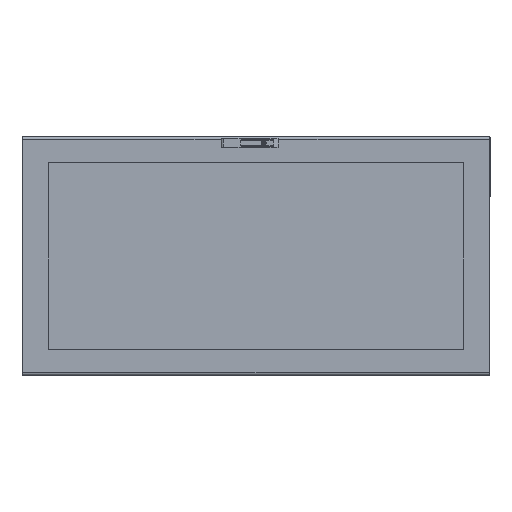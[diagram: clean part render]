
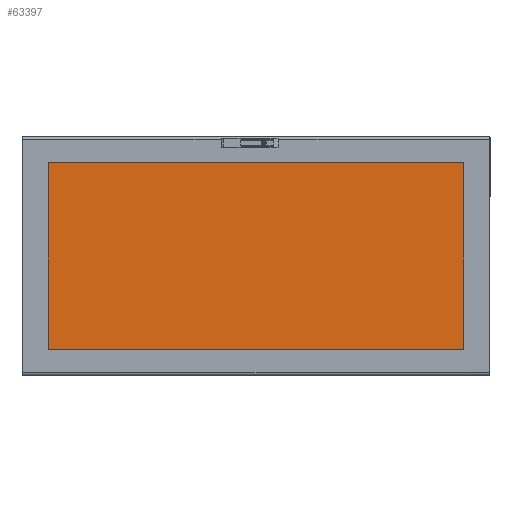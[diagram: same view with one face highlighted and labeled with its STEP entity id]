
A CAD part, top view. The second image highlights one B-rep face of the part: STEP entity #63397.
In plain terms, the highlighted planar face has unit normal (0, 0, 1).
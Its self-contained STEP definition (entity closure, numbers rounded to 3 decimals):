
#4165 = CARTESIAN_POINT ( 'NONE',  ( -710., 330., 4. ) ) ;
#5167 = CARTESIAN_POINT ( 'NONE',  ( -710., -330., 4. ) ) ;
#5485 = CARTESIAN_POINT ( 'NONE',  ( 710., -330., 4. ) ) ;
#5570 = CARTESIAN_POINT ( 'NONE',  ( 710., 330., 4. ) ) ;
#8901 = EDGE_CURVE ( 'NONE', #28874, #28037, #46614, .T. ) ;
#10742 = EDGE_LOOP ( 'NONE', ( #34151, #34336, #34154, #34286 ) ) ;
#25451 = DIRECTION ( 'NONE',  ( 0., -1., 0. ) ) ;
#25453 = CARTESIAN_POINT ( 'NONE',  ( -710., 330., 4. ) ) ;
#27698 = VERTEX_POINT ( 'NONE', #5570 ) ;
#27756 = VERTEX_POINT ( 'NONE', #5485 ) ;
#28037 = VERTEX_POINT ( 'NONE', #5167 ) ;
#28874 = VERTEX_POINT ( 'NONE', #4165 ) ;
#32843 = CARTESIAN_POINT ( 'NONE',  ( 710., 330., 4. ) ) ;
#32922 = CARTESIAN_POINT ( 'NONE',  ( -710., -330., 4. ) ) ;
#32934 = AXIS2_PLACEMENT_3D ( 'NONE', #39446, #40113, #39291 ) ;
#33361 = DIRECTION ( 'NONE',  ( 0., 1., 0. ) ) ;
#33842 = CARTESIAN_POINT ( 'NONE',  ( -710., 330., 4. ) ) ;
#33852 = DIRECTION ( 'NONE',  ( -1., 0., 0. ) ) ;
#33898 = DIRECTION ( 'NONE',  ( 1., 0., 0. ) ) ;
#34151 = ORIENTED_EDGE ( 'NONE', *, *, #8901, .T. ) ;
#34154 = ORIENTED_EDGE ( 'NONE', *, *, #71975, .T. ) ;
#34286 = ORIENTED_EDGE ( 'NONE', *, *, #71739, .T. ) ;
#34336 = ORIENTED_EDGE ( 'NONE', *, *, #71729, .T. ) ;
#39291 = DIRECTION ( 'NONE',  ( 1., 0., 0. ) ) ;
#39446 = CARTESIAN_POINT ( 'NONE',  ( -710., -330., 4. ) ) ;
#39994 = PLANE ( 'NONE',  #32934 ) ;
#40113 = DIRECTION ( 'NONE',  ( 0., 0., 1. ) ) ;
#46609 = VECTOR ( 'NONE', #25451, 1000. ) ;
#46614 = LINE ( 'NONE', #25453, #46609 ) ;
#55952 = FACE_OUTER_BOUND ( 'NONE', #10742, .T. ) ;
#57811 = LINE ( 'NONE', #32843, #57860 ) ;
#57860 = VECTOR ( 'NONE', #33361, 1000. ) ;
#58236 = VECTOR ( 'NONE', #33852, 1000. ) ;
#58242 = LINE ( 'NONE', #33842, #58236 ) ;
#58262 = VECTOR ( 'NONE', #33898, 1000. ) ;
#58335 = LINE ( 'NONE', #32922, #58262 ) ;
#63397 = ADVANCED_FACE ( 'NONE', ( #55952 ), #39994, .T. ) ;
#71729 = EDGE_CURVE ( 'NONE', #28037, #27756, #58335, .T. ) ;
#71739 = EDGE_CURVE ( 'NONE', #27698, #28874, #58242, .T. ) ;
#71975 = EDGE_CURVE ( 'NONE', #27756, #27698, #57811, .T. ) ;
